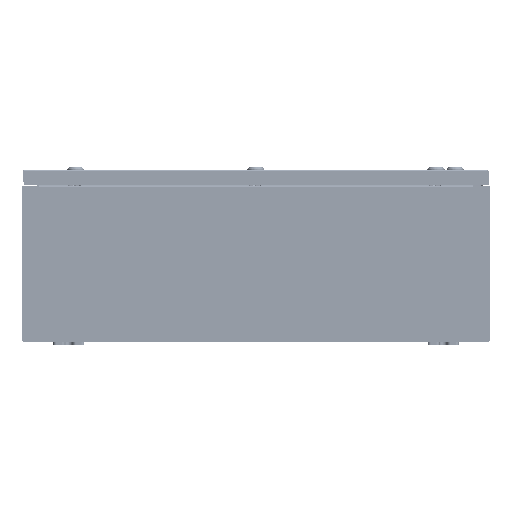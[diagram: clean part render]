
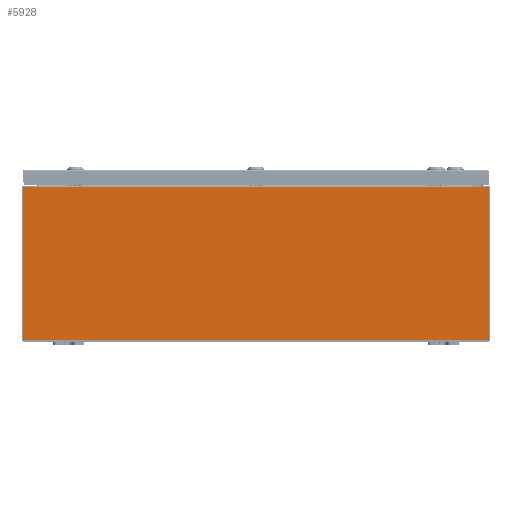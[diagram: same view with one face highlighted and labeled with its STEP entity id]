
A CAD part, front view. The second image highlights one B-rep face of the part: STEP entity #5928.
In plain terms, the highlighted face is planar.
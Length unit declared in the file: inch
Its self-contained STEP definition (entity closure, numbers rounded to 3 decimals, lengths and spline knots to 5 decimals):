
#1019 = CARTESIAN_POINT ( 'NONE',  ( 14.9253, 0., -4.9253 ) ) ;
#1631 = DIRECTION ( 'NONE',  ( 0., 0., 1. ) ) ;
#1912 = CARTESIAN_POINT ( 'NONE',  ( -13.8872, 0., 4.87495 ) ) ;
#2113 = DIRECTION ( 'NONE',  ( 1., 0., 0. ) ) ;
#2655 = CARTESIAN_POINT ( 'NONE',  ( -14.9253, 0., -4.9253 ) ) ;
#2847 = VECTOR ( 'NONE', #3931, 39.37008 ) ;
#3039 = ORIENTED_EDGE ( 'NONE', *, *, #65863, .F. ) ;
#3075 = VECTOR ( 'NONE', #1631, 39.37008 ) ;
#3870 = ORIENTED_EDGE ( 'NONE', *, *, #16713, .T. ) ;
#3931 = DIRECTION ( 'NONE',  ( 1., 0., 0. ) ) ;
#4155 = CARTESIAN_POINT ( 'NONE',  ( -14.9253, 0., 4.9253 ) ) ;
#5407 = LINE ( 'NONE', #65482, #29319 ) ;
#5928 = ADVANCED_FACE ( 'NONE', ( #53269 ), #29810, .F. ) ;
#6429 = AXIS2_PLACEMENT_3D ( 'NONE', #38648, #60718, #15964 ) ;
#6569 = CARTESIAN_POINT ( 'NONE',  ( 13.8872, 0., 0. ) ) ;
#8598 = CARTESIAN_POINT ( 'NONE',  ( -13.8872, 0., 4.9123 ) ) ;
#8831 = VERTEX_POINT ( 'NONE', #47901 ) ;
#9070 = VECTOR ( 'NONE', #2113, 39.37008 ) ;
#11438 = CARTESIAN_POINT ( 'NONE',  ( 13.8872, 0., 4.87495 ) ) ;
#12004 = VECTOR ( 'NONE', #58192, 39.37008 ) ;
#12310 = EDGE_CURVE ( 'NONE', #20524, #53523, #39419, .T. ) ;
#12587 = DIRECTION ( 'NONE',  ( -1., 0., 0. ) ) ;
#13351 = EDGE_CURVE ( 'NONE', #65357, #40116, #63120, .T. ) ;
#14112 = ORIENTED_EDGE ( 'NONE', *, *, #55311, .T. ) ;
#14386 = ORIENTED_EDGE ( 'NONE', *, *, #21921, .F. ) ;
#15115 = CARTESIAN_POINT ( 'NONE',  ( -13.8872, 0., 4.9123 ) ) ;
#15964 = DIRECTION ( 'NONE',  ( 0., 0., -1. ) ) ;
#16644 = LINE ( 'NONE', #6569, #3075 ) ;
#16713 = EDGE_CURVE ( 'NONE', #35869, #41989, #51053, .T. ) ;
#19253 = EDGE_CURVE ( 'NONE', #35156, #19621, #65846, .T. ) ;
#19621 = VERTEX_POINT ( 'NONE', #52538 ) ;
#19749 = VERTEX_POINT ( 'NONE', #23017 ) ;
#20113 = CARTESIAN_POINT ( 'NONE',  ( -13.90588, 0., 4.87495 ) ) ;
#20524 = VERTEX_POINT ( 'NONE', #8598 ) ;
#20677 = DIRECTION ( 'NONE',  ( 0., 1., 0. ) ) ;
#21055 = CARTESIAN_POINT ( 'NONE',  ( 14.9253, 0., 4.9253 ) ) ;
#21921 = EDGE_CURVE ( 'NONE', #19621, #19749, #5407, .T. ) ;
#23017 = CARTESIAN_POINT ( 'NONE',  ( -13.92455, 0., 4.9253 ) ) ;
#24382 = VERTEX_POINT ( 'NONE', #1019 ) ;
#24742 = ORIENTED_EDGE ( 'NONE', *, *, #35573, .F. ) ;
#25252 = DIRECTION ( 'NONE',  ( 0., 0., -1. ) ) ;
#26190 = AXIS2_PLACEMENT_3D ( 'NONE', #20113, #55611, #25252 ) ;
#26310 = ORIENTED_EDGE ( 'NONE', *, *, #54280, .F. ) ;
#27682 = EDGE_CURVE ( 'NONE', #40116, #24382, #36607, .T. ) ;
#27835 = EDGE_CURVE ( 'NONE', #39477, #53523, #16644, .T. ) ;
#27980 = ORIENTED_EDGE ( 'NONE', *, *, #19253, .F. ) ;
#29216 = ORIENTED_EDGE ( 'NONE', *, *, #13351, .T. ) ;
#29319 = VECTOR ( 'NONE', #45182, 39.37008 ) ;
#29810 = PLANE ( 'NONE',  #6429 ) ;
#30743 = CARTESIAN_POINT ( 'NONE',  ( 13.92455, 0., 4.9253 ) ) ;
#32299 = ORIENTED_EDGE ( 'NONE', *, *, #27682, .T. ) ;
#33288 = ORIENTED_EDGE ( 'NONE', *, *, #12310, .T. ) ;
#34609 = DIRECTION ( 'NONE',  ( 0., 0., -1. ) ) ;
#35156 = VERTEX_POINT ( 'NONE', #1912 ) ;
#35573 = EDGE_CURVE ( 'NONE', #65357, #8831, #61473, .T. ) ;
#35869 = VERTEX_POINT ( 'NONE', #2655 ) ;
#35970 = DIRECTION ( 'NONE',  ( 0., 0., -1. ) ) ;
#36176 = LINE ( 'NONE', #40560, #48107 ) ;
#36267 = VECTOR ( 'NONE', #65711, 39.37008 ) ;
#36607 = LINE ( 'NONE', #21055, #50093 ) ;
#38036 = CARTESIAN_POINT ( 'NONE',  ( -14.9253, 0., -4.9253 ) ) ;
#38648 = CARTESIAN_POINT ( 'NONE',  ( 0., 0., 0. ) ) ;
#39419 = LINE ( 'NONE', #15115, #36267 ) ;
#39477 = VERTEX_POINT ( 'NONE', #11438 ) ;
#40116 = VERTEX_POINT ( 'NONE', #57373 ) ;
#40560 = CARTESIAN_POINT ( 'NONE',  ( -13.8872, 0., 0. ) ) ;
#41646 = CARTESIAN_POINT ( 'NONE',  ( 13.8872, 0., 4.9123 ) ) ;
#41989 = VERTEX_POINT ( 'NONE', #47778 ) ;
#43251 = VECTOR ( 'NONE', #12587, 39.37008 ) ;
#43758 = ORIENTED_EDGE ( 'NONE', *, *, #51418, .T. ) ;
#43844 = EDGE_LOOP ( 'NONE', ( #14386, #27980, #26310, #33288, #47735, #3039, #24742, #29216, #32299, #14112, #3870, #43758 ) ) ;
#44832 = LINE ( 'NONE', #38036, #43251 ) ;
#44894 = VECTOR ( 'NONE', #35970, 39.37008 ) ;
#45182 = DIRECTION ( 'NONE',  ( 0., 0., 1. ) ) ;
#45962 = CARTESIAN_POINT ( 'NONE',  ( 13.92455, 0., 0. ) ) ;
#47735 = ORIENTED_EDGE ( 'NONE', *, *, #27835, .F. ) ;
#47778 = CARTESIAN_POINT ( 'NONE',  ( -14.9253, 0., 4.9253 ) ) ;
#47901 = CARTESIAN_POINT ( 'NONE',  ( 13.92455, 0., 4.87495 ) ) ;
#48013 = CARTESIAN_POINT ( 'NONE',  ( -14.9253, 0., 4.9253 ) ) ;
#48107 = VECTOR ( 'NONE', #34609, 39.37008 ) ;
#50093 = VECTOR ( 'NONE', #51517, 39.37008 ) ;
#51053 = LINE ( 'NONE', #58409, #12004 ) ;
#51132 = CARTESIAN_POINT ( 'NONE',  ( 13.90588, 0., 4.87495 ) ) ;
#51418 = EDGE_CURVE ( 'NONE', #41989, #19749, #55309, .T. ) ;
#51517 = DIRECTION ( 'NONE',  ( 0., 0., -1. ) ) ;
#52538 = CARTESIAN_POINT ( 'NONE',  ( -13.92455, 0., 4.87495 ) ) ;
#53269 = FACE_OUTER_BOUND ( 'NONE', #43844, .T. ) ;
#53523 = VERTEX_POINT ( 'NONE', #41646 ) ;
#54280 = EDGE_CURVE ( 'NONE', #20524, #35156, #36176, .T. ) ;
#55309 = LINE ( 'NONE', #4155, #2847 ) ;
#55311 = EDGE_CURVE ( 'NONE', #24382, #35869, #44832, .T. ) ;
#55611 = DIRECTION ( 'NONE',  ( 0., 1., 0. ) ) ;
#55734 = CIRCLE ( 'NONE', #63126, 0.01867 ) ;
#56151 = DIRECTION ( 'NONE',  ( 0., 0., -1. ) ) ;
#57373 = CARTESIAN_POINT ( 'NONE',  ( 14.9253, 0., 4.9253 ) ) ;
#58192 = DIRECTION ( 'NONE',  ( 0., 0., 1. ) ) ;
#58409 = CARTESIAN_POINT ( 'NONE',  ( -14.9253, 0., 4.9253 ) ) ;
#60718 = DIRECTION ( 'NONE',  ( 0., -1., 0. ) ) ;
#61473 = LINE ( 'NONE', #45962, #44894 ) ;
#63120 = LINE ( 'NONE', #48013, #9070 ) ;
#63126 = AXIS2_PLACEMENT_3D ( 'NONE', #51132, #20677, #56151 ) ;
#65357 = VERTEX_POINT ( 'NONE', #30743 ) ;
#65482 = CARTESIAN_POINT ( 'NONE',  ( -13.92455, 0., 0. ) ) ;
#65711 = DIRECTION ( 'NONE',  ( 1., 0., 0. ) ) ;
#65846 = CIRCLE ( 'NONE', #26190, 0.01867 ) ;
#65863 = EDGE_CURVE ( 'NONE', #8831, #39477, #55734, .T. ) ;
